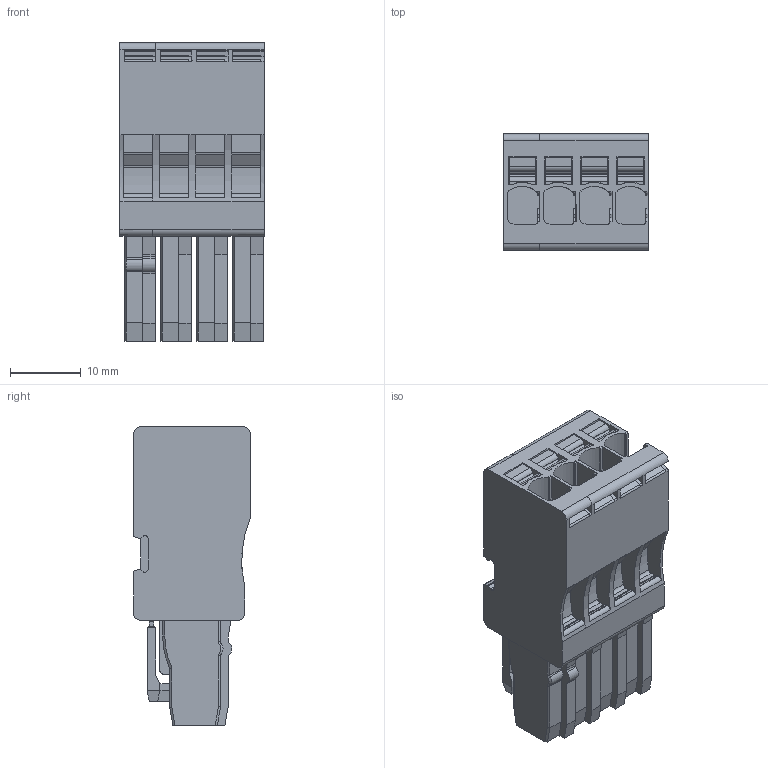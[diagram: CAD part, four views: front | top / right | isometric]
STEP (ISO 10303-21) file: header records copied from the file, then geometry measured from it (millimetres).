
FILE_DESCRIPTION(('CATIA V5R24 STEP','CAx-IF Rec.Pracs.--- Model Styling and Organization---1.2---2011-12-15'),'2;1');
FILE_NAME ('8655151_2', '2017-07-04T06:53:10+00:00', ('Weidmueller Interface'), ('Weidmueller'), 'CATIA Version 5-6 Release 2014 SP4 HF52', 'CATIA V5 STEP AP214', 'none');
FILE_SCHEMA(('AUTOMOTIVE_DESIGN { 1 0 10303 214 1 1 1 1 }'));
Length unit declared in the file: millimetre
Products named in the file (1): 1513670000_APG_2-5_4
Bounding box: 20.4 x 16.5 x 42.25 mm (x, y, z)
Volume: 9698.3 mm3; surface area: 6165.5 mm2
Topology: 5 solids, 12 shells, 1057 faces, 3001 edges, 1976 vertices
Faces by surface type: plane 603, cylinder 395, extrusion 52, cone 7
Entity records: 35123 total; most frequent: CARTESIAN_POINT 7374, ORIENTED_EDGE 6002, DIRECTION 4662, EDGE_CURVE 3001, VECTOR 2201, LINE 2149, VERTEX_POINT 1976, AXIS2_PLACEMENT_3D 1570
